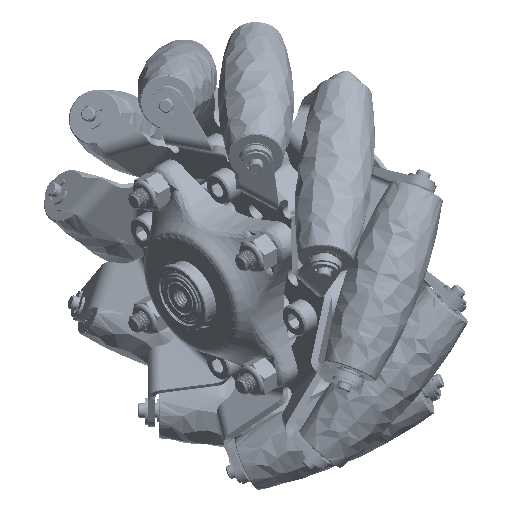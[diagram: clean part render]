
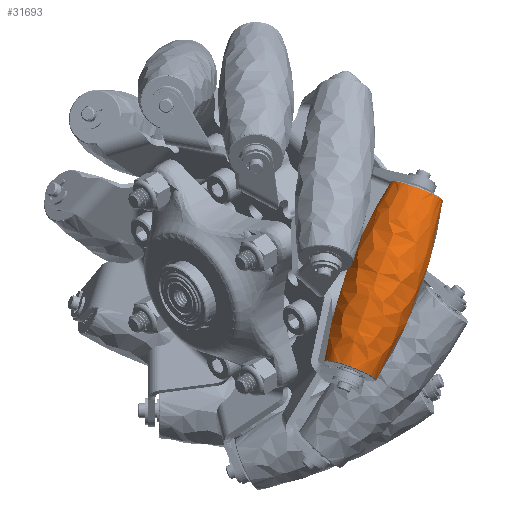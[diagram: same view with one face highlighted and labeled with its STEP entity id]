
A CAD part, isometric view. The second image highlights one B-rep face of the part: STEP entity #31693.
In plain terms, the highlighted free-form (B-spline) face has degree [3, 3] with [6, 4] control points.
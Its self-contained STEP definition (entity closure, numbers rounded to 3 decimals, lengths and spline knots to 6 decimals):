
#1270=(
BOUNDED_SURFACE()
B_SPLINE_SURFACE(3,3,((#103608,#103609,#103610,#103611),(#103612,#103613,
#103614,#103615),(#103616,#103617,#103618,#103619),(#103620,#103621,#103622,
#103623),(#103624,#103625,#103626,#103627),(#103628,#103629,#103630,#103631)),
 .UNSPECIFIED.,.F.,.F.,.F.)
B_SPLINE_SURFACE_WITH_KNOTS((4,1,1,4),(4,4),(0.016267,0.5,
0.741866,0.983733),(0.,1.),.UNSPECIFIED.)
GEOMETRIC_REPRESENTATION_ITEM()
RATIONAL_B_SPLINE_SURFACE(((1.,0.333,0.333,1.),
(1.,0.333,0.333,1.),(1.,0.333,0.333,
1.),(1.,0.333,0.333,1.),(1.,0.333,0.333,
1.),(1.,0.333,0.333,1.)))
REPRESENTATION_ITEM('')
SURFACE()
);
#3462=FACE_OUTER_BOUND('',#5393,.T.);
#5393=EDGE_LOOP('',(#27180,#27181,#27182,#27183));
#7038=CIRCLE('',#34831,0.005858);
#7039=CIRCLE('',#34832,0.005858);
#8521=B_SPLINE_CURVE_WITH_KNOTS('',3,(#103634,#103635,#103636,#103637,#103638,
#103639,#103640,#103641,#103642,#103643,#103644,#103645,#103646,#103647,
#103648,#103649,#103650,#103651,#103652),.UNSPECIFIED.,.F.,.F.,(4,3,3,3,
3,3,4),(0.016267,0.262634,0.456871,0.5,
0.664999,0.741866,0.983733),.UNSPECIFIED.);
#8522=B_SPLINE_CURVE_WITH_KNOTS('',3,(#103656,#103657,#103658,#103659,#103660,
#103661,#103662,#103663,#103664,#103665,#103666,#103667,#103668,#103669,
#103670,#103671,#103672,#103673,#103674),.UNSPECIFIED.,.F.,.F.,(4,3,3,3,
3,3,4),(0.016267,0.262634,0.456871,0.5,
0.664999,0.741866,0.983733),.UNSPECIFIED.);
#14310=VERTEX_POINT('',#103632);
#14311=VERTEX_POINT('',#103633);
#14312=VERTEX_POINT('',#103653);
#14313=VERTEX_POINT('',#103655);
#18730=EDGE_CURVE('',#14310,#14311,#8521,.T.);
#18731=EDGE_CURVE('',#14310,#14312,#7038,.T.);
#18732=EDGE_CURVE('',#14312,#14313,#8522,.T.);
#18733=EDGE_CURVE('',#14313,#14311,#7039,.T.);
#27180=ORIENTED_EDGE('',*,*,#18730,.F.);
#27181=ORIENTED_EDGE('',*,*,#18731,.T.);
#27182=ORIENTED_EDGE('',*,*,#18732,.T.);
#27183=ORIENTED_EDGE('',*,*,#18733,.T.);
#31693=ADVANCED_FACE('',(#3462),#1270,.F.);
#34831=AXIS2_PLACEMENT_3D('',#103654,#42152,#42153);
#34832=AXIS2_PLACEMENT_3D('',#103675,#42154,#42155);
#42152=DIRECTION('center_axis',(0.572,-0.416,-0.707));
#42153=DIRECTION('ref_axis',(-0.777,0.,-0.629));
#42154=DIRECTION('center_axis',(-0.572,0.416,0.707));
#42155=DIRECTION('ref_axis',(-0.777,0.,-0.629));
#103608=CARTESIAN_POINT('Ctrl Pts',(0.007059,0.039056,
-0.024709));
#103609=CARTESIAN_POINT('Ctrl Pts',(0.007059,0.049157,
-0.030646));
#103610=CARTESIAN_POINT('Ctrl Pts',(0.016668,0.052553,
-0.024868));
#103611=CARTESIAN_POINT('Ctrl Pts',(0.016668,0.042453,
-0.018931));
#103612=CARTESIAN_POINT('Ctrl Pts',(0.009662,0.035855,
-0.030156));
#103613=CARTESIAN_POINT('Ctrl Pts',(0.009662,0.048506,
-0.037592));
#103614=CARTESIAN_POINT('Ctrl Pts',(0.021698,0.05276,
-0.030355));
#103615=CARTESIAN_POINT('Ctrl Pts',(0.021698,0.040109,
-0.022919));
#103616=CARTESIAN_POINT('Ctrl Pts',(0.014631,0.031286,
-0.037928));
#103617=CARTESIAN_POINT('Ctrl Pts',(0.014631,0.045802,
-0.046461));
#103618=CARTESIAN_POINT('Ctrl Pts',(0.028442,0.050683,
-0.038156));
#103619=CARTESIAN_POINT('Ctrl Pts',(0.028442,0.036167,
-0.029624));
#103620=CARTESIAN_POINT('Ctrl Pts',(0.023038,0.025824,
-0.047221));
#103621=CARTESIAN_POINT('Ctrl Pts',(0.023038,0.039083,
-0.055014));
#103622=CARTESIAN_POINT('Ctrl Pts',(0.035652,0.043541,
-0.047429));
#103623=CARTESIAN_POINT('Ctrl Pts',(0.035652,0.030283,
-0.039636));
#103624=CARTESIAN_POINT('Ctrl Pts',(0.027774,0.023351,
-0.051429));
#103625=CARTESIAN_POINT('Ctrl Pts',(0.027774,0.034726,
-0.058116));
#103626=CARTESIAN_POINT('Ctrl Pts',(0.038597,0.038551,
-0.051608));
#103627=CARTESIAN_POINT('Ctrl Pts',(0.038597,0.027176,
-0.044922));
#103628=CARTESIAN_POINT('Ctrl Pts',(0.030289,0.022179,
-0.053423));
#103629=CARTESIAN_POINT('Ctrl Pts',(0.030289,0.032279,
-0.05936));
#103630=CARTESIAN_POINT('Ctrl Pts',(0.039899,0.035676,
-0.053582));
#103631=CARTESIAN_POINT('Ctrl Pts',(0.039899,0.025575,
-0.047645));
#103632=CARTESIAN_POINT('',(0.007059,0.039056,-0.024709));
#103633=CARTESIAN_POINT('',(0.030289,0.022179,-0.053423));
#103634=CARTESIAN_POINT('Ctrl Pts',(0.007059,0.039056,
-0.024709));
#103635=CARTESIAN_POINT('Ctrl Pts',(0.008385,0.037426,
-0.027483));
#103636=CARTESIAN_POINT('Ctrl Pts',(0.009891,0.035839,
-0.030183));
#103637=CARTESIAN_POINT('Ctrl Pts',(0.011572,0.034295,
-0.03281));
#103638=CARTESIAN_POINT('Ctrl Pts',(0.012896,0.033077,
-0.034881));
#103639=CARTESIAN_POINT('Ctrl Pts',(0.014325,0.03189,
-0.0369));
#103640=CARTESIAN_POINT('Ctrl Pts',(0.015851,0.030737,
-0.038863));
#103641=CARTESIAN_POINT('Ctrl Pts',(0.016189,0.030481,
-0.039299));
#103642=CARTESIAN_POINT('Ctrl Pts',(0.016533,0.030226,
-0.039732));
#103643=CARTESIAN_POINT('Ctrl Pts',(0.016881,0.029973,
-0.040162));
#103644=CARTESIAN_POINT('Ctrl Pts',(0.018215,0.029006,
-0.041809));
#103645=CARTESIAN_POINT('Ctrl Pts',(0.019619,0.028061,
-0.043415));
#103646=CARTESIAN_POINT('Ctrl Pts',(0.021083,0.027147,
-0.04497));
#103647=CARTESIAN_POINT('Ctrl Pts',(0.021766,0.026721,
-0.045694));
#103648=CARTESIAN_POINT('Ctrl Pts',(0.022462,0.026302,
-0.046408));
#103649=CARTESIAN_POINT('Ctrl Pts',(0.023171,0.025889,
-0.047111));
#103650=CARTESIAN_POINT('Ctrl Pts',(0.025405,0.024588,
-0.049323));
#103651=CARTESIAN_POINT('Ctrl Pts',(0.027774,0.023351,
-0.051429));
#103652=CARTESIAN_POINT('Ctrl Pts',(0.030289,0.022179,
-0.053423));
#103653=CARTESIAN_POINT('',(0.016668,0.042453,-0.018931));
#103654=CARTESIAN_POINT('Origin',(0.011864,0.040755,
-0.02182));
#103655=CARTESIAN_POINT('',(0.039899,0.025575,-0.047645));
#103656=CARTESIAN_POINT('Ctrl Pts',(0.016668,0.042453,
-0.018931));
#103657=CARTESIAN_POINT('Ctrl Pts',(0.01923,0.041259,
-0.020962));
#103658=CARTESIAN_POINT('Ctrl Pts',(0.021649,0.039994,
-0.023114));
#103659=CARTESIAN_POINT('Ctrl Pts',(0.023928,0.038662,
-0.025381));
#103660=CARTESIAN_POINT('Ctrl Pts',(0.025725,0.037611,
-0.027168));
#103661=CARTESIAN_POINT('Ctrl Pts',(0.027429,0.036522,
-0.029021));
#103662=CARTESIAN_POINT('Ctrl Pts',(0.029038,0.035398,
-0.030934));
#103663=CARTESIAN_POINT('Ctrl Pts',(0.029395,0.035148,
-0.031358));
#103664=CARTESIAN_POINT('Ctrl Pts',(0.029748,0.034897,
-0.031786));
#103665=CARTESIAN_POINT('Ctrl Pts',(0.030096,0.034644,
-0.032216));
#103666=CARTESIAN_POINT('Ctrl Pts',(0.031428,0.033675,
-0.033864));
#103667=CARTESIAN_POINT('Ctrl Pts',(0.032692,0.032681,
-0.035555));
#103668=CARTESIAN_POINT('Ctrl Pts',(0.033878,0.031669,
-0.037277));
#103669=CARTESIAN_POINT('Ctrl Pts',(0.034431,0.031198,
-0.038079));
#103670=CARTESIAN_POINT('Ctrl Pts',(0.034967,0.030722,
-0.038889));
#103671=CARTESIAN_POINT('Ctrl Pts',(0.035487,0.030241,
-0.039706));
#103672=CARTESIAN_POINT('Ctrl Pts',(0.037123,0.02873,
-0.042277));
#103673=CARTESIAN_POINT('Ctrl Pts',(0.038597,0.027176,
-0.044922));
#103674=CARTESIAN_POINT('Ctrl Pts',(0.039899,0.025575,
-0.047645));
#103675=CARTESIAN_POINT('Origin',(0.035094,0.023877,
-0.050534));
